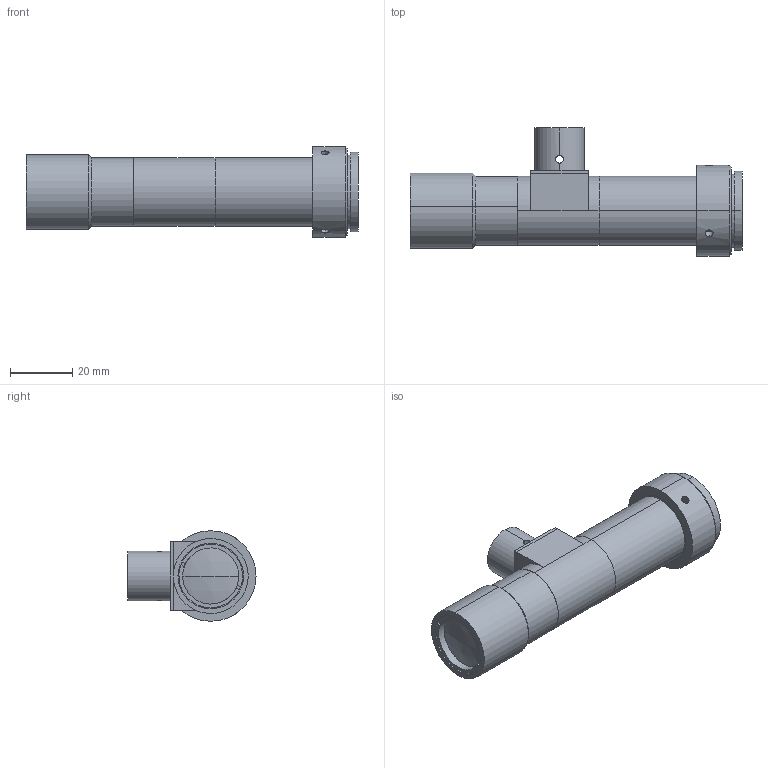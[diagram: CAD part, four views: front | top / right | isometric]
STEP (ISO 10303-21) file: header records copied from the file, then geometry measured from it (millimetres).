
FILE_DESCRIPTION (( 'STEP AP203' ), '1' );
FILE_NAME ('XF-T2X150D.STEP', '2017-08-28T09:50:16', ( 'canrill005' ), ( '' ), 'SwSTEP 2.0', 'SolidWorks 2014', '' );
FILE_SCHEMA (( 'CONFIG_CONTROL_DESIGN' ));
Length unit declared in the file: millimetre
Products named in the file (1): XF-T2X150D
Bounding box: 106.31 x 41 x 29 mm (x, y, z)
Surface area: 12750.9 mm2 (no closed solid volume)
Topology: 0 solids, 10 shells, 111 faces, 290 edges, 192 vertices
Faces by surface type: cylinder 61, plane 40, cone 6, sphere 4
Entity records: 3872 total; most frequent: CARTESIAN_POINT 994, DIRECTION 634, ORIENTED_EDGE 506, EDGE_CURVE 290, AXIS2_PLACEMENT_3D 256, VERTEX_POINT 192, CIRCLE 144, EDGE_LOOP 138
